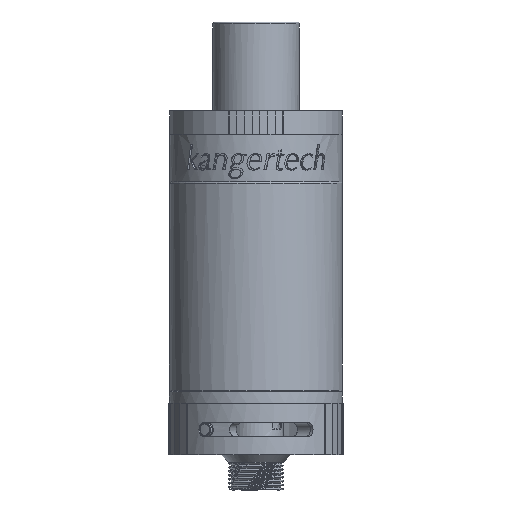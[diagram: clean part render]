
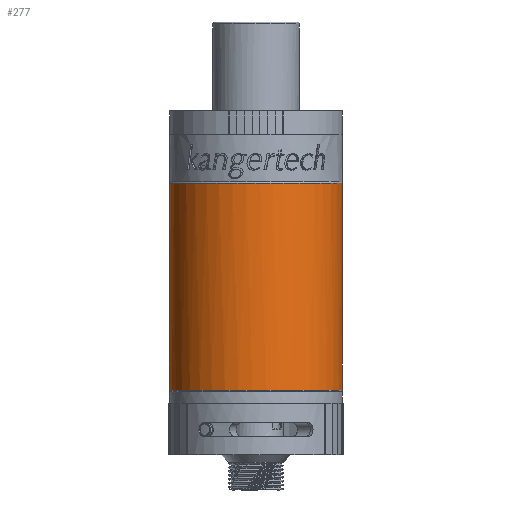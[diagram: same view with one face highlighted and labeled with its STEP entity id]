
A CAD part, front view. The second image highlights one B-rep face of the part: STEP entity #277.
In plain terms, the highlighted free-form (B-spline) face has degree [2, 1] with [9, 2] control points.
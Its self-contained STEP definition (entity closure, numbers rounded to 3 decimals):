
#230 = EDGE_CURVE('',#231,#231,#233,.T.);
#231 = VERTEX_POINT('',#232);
#232 = CARTESIAN_POINT('',(-13.346,0.,
    0.243));
#233 = ( BOUNDED_CURVE() B_SPLINE_CURVE(2,(#234,#235,#236,#237,#238,#239
,#240),.UNSPECIFIED.,.T.,.F.) B_SPLINE_CURVE_WITH_KNOTS((3,2,2,3),(
    3.142,5.236,7.33,9.425),
.PIECEWISE_BEZIER_KNOTS.) CURVE() GEOMETRIC_REPRESENTATION_ITEM() 
RATIONAL_B_SPLINE_CURVE((1.,0.5,1.,0.5,1.,0.5,1.)) REPRESENTATION_ITEM(
  '') );
#234 = CARTESIAN_POINT('',(-13.346,0.,
    0.243));
#235 = CARTESIAN_POINT('',(-13.346,23.116,0.243
    ));
#236 = CARTESIAN_POINT('',(6.673,11.558,0.243
    ));
#237 = CARTESIAN_POINT('',(26.692,0.,
    0.243));
#238 = CARTESIAN_POINT('',(6.673,-11.558,0.243
    ));
#239 = CARTESIAN_POINT('',(-13.346,-23.116,
    0.243));
#240 = CARTESIAN_POINT('',(-13.346,0.,
    0.243));
#277 = ADVANCED_FACE('',(#278),#299,.T.);
#278 = FACE_BOUND('',#279,.T.);
#279 = EDGE_LOOP('',(#280,#292,#297,#298));
#280 = ORIENTED_EDGE('',*,*,#281,.F.);
#281 = EDGE_CURVE('',#282,#282,#284,.T.);
#282 = VERTEX_POINT('',#283);
#283 = CARTESIAN_POINT('',(-13.346,0.,
    32.151));
#284 = ( BOUNDED_CURVE() B_SPLINE_CURVE(2,(#285,#286,#287,#288,#289,#290
,#291),.UNSPECIFIED.,.T.,.F.) B_SPLINE_CURVE_WITH_KNOTS((3,2,2,3),(
    3.142,5.236,7.33,9.425),
.PIECEWISE_BEZIER_KNOTS.) CURVE() GEOMETRIC_REPRESENTATION_ITEM() 
RATIONAL_B_SPLINE_CURVE((1.,0.5,1.,0.5,1.,0.5,1.)) REPRESENTATION_ITEM(
  '') );
#285 = CARTESIAN_POINT('',(-13.346,0.,
    32.151));
#286 = CARTESIAN_POINT('',(-13.346,-23.116,
    32.151));
#287 = CARTESIAN_POINT('',(6.673,-11.558,
    32.151));
#288 = CARTESIAN_POINT('',(26.692,0.,
    32.151));
#289 = CARTESIAN_POINT('',(6.673,11.558,
    32.151));
#290 = CARTESIAN_POINT('',(-13.346,23.116,
    32.151));
#291 = CARTESIAN_POINT('',(-13.346,0.,
    32.151));
#292 = ORIENTED_EDGE('',*,*,#293,.T.);
#293 = EDGE_CURVE('',#282,#231,#294,.T.);
#294 = B_SPLINE_CURVE_WITH_KNOTS('',1,(#295,#296),.UNSPECIFIED.,.F.,.F.,
  (2,2),(-26.5,-0.2),.PIECEWISE_BEZIER_KNOTS.);
#295 = CARTESIAN_POINT('',(-13.346,0.,
    32.151));
#296 = CARTESIAN_POINT('',(-13.346,0.,
    0.243));
#297 = ORIENTED_EDGE('',*,*,#230,.F.);
#298 = ORIENTED_EDGE('',*,*,#293,.F.);
#299 = ( BOUNDED_SURFACE() B_SPLINE_SURFACE(2,1,(
    (#300,#301)
    ,(#302,#303)
    ,(#304,#305)
    ,(#306,#307)
    ,(#308,#309)
    ,(#310,#311)
    ,(#312,#313)
    ,(#314,#315)
,(#316,#317
    )),.UNSPECIFIED.,.T.,.F.,.F.) B_SPLINE_SURFACE_WITH_KNOTS((3,2,2,2,3
    ),(2,2),(-3.142,-2.094,0.,2.094,
    3.142),(0.2,26.5),.UNSPECIFIED.) 
GEOMETRIC_REPRESENTATION_ITEM() RATIONAL_B_SPLINE_SURFACE((
    (0.75,0.75)
    ,(0.75,0.75)
    ,(1.,1.)
    ,(0.5,0.5)
    ,(1.,1.)
    ,(0.5,0.5)
    ,(1.,1.)
    ,(0.75,0.75)
,(0.75,0.75))) REPRESENTATION_ITEM('') SURFACE() );
#300 = CARTESIAN_POINT('',(-13.346,0.,0.243));
#301 = CARTESIAN_POINT('',(-13.346,0.,32.151));
#302 = CARTESIAN_POINT('',(-13.346,-7.705,0.243
    ));
#303 = CARTESIAN_POINT('',(-13.346,-7.705,
    32.151));
#304 = CARTESIAN_POINT('',(-6.673,-11.558,
    0.243));
#305 = CARTESIAN_POINT('',(-6.673,-11.558,
    32.151));
#306 = CARTESIAN_POINT('',(13.346,-23.116,
    0.243));
#307 = CARTESIAN_POINT('',(13.346,-23.116,
    32.151));
#308 = CARTESIAN_POINT('',(13.346,0.,0.243));
#309 = CARTESIAN_POINT('',(13.346,0.,32.151));
#310 = CARTESIAN_POINT('',(13.346,23.116,0.243
    ));
#311 = CARTESIAN_POINT('',(13.346,23.116,
    32.151));
#312 = CARTESIAN_POINT('',(-6.673,11.558,
    0.243));
#313 = CARTESIAN_POINT('',(-6.673,11.558,
    32.151));
#314 = CARTESIAN_POINT('',(-13.346,7.705,0.243)
  );
#315 = CARTESIAN_POINT('',(-13.346,7.705,32.151
    ));
#316 = CARTESIAN_POINT('',(-13.346,0.,0.243));
#317 = CARTESIAN_POINT('',(-13.346,0.,32.151));
